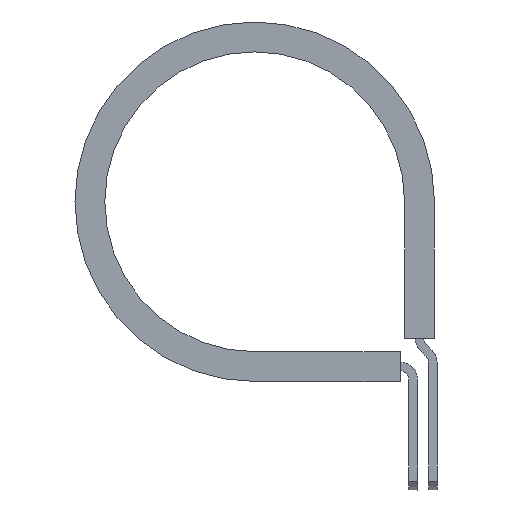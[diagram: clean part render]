
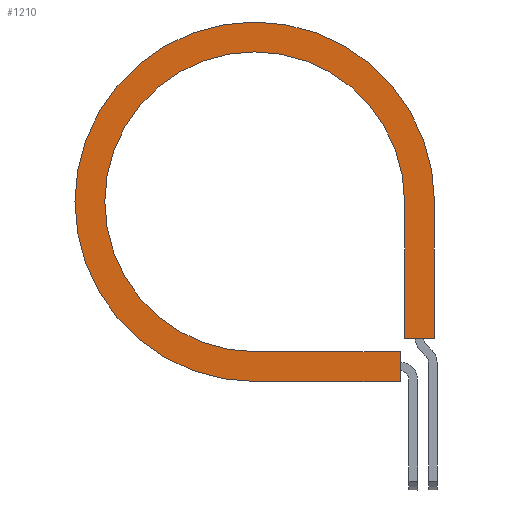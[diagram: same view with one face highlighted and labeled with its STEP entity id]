
A CAD part, front view. The second image highlights one B-rep face of the part: STEP entity #1210.
In plain terms, the highlighted planar face has unit normal (0, -1, 0).
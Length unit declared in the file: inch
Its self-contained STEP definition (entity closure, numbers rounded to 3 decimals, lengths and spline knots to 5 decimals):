
#13 = EDGE_CURVE ( 'NONE', #897, #516, #1291, .T. ) ;
#33 = CARTESIAN_POINT ( 'NONE',  ( 0.8435, -0.31, 0. ) ) ;
#54 = CIRCLE ( 'NONE', #111, 1.0115 ) ;
#111 = AXIS2_PLACEMENT_3D ( 'NONE', #1085, #257, #1224 ) ;
#172 = DIRECTION ( 'NONE',  ( 0., 0., -1. ) ) ;
#176 = CARTESIAN_POINT ( 'NONE',  ( 1.0115, -0.31, -0.76915 ) ) ;
#182 = CARTESIAN_POINT ( 'NONE',  ( 0.8435, -0.31, 0. ) ) ;
#219 = VERTEX_POINT ( 'NONE', #426 ) ;
#229 = VECTOR ( 'NONE', #366, 39.37008 ) ;
#233 = DIRECTION ( 'NONE',  ( 1., 0., 0. ) ) ;
#257 = DIRECTION ( 'NONE',  ( 0., -1., 0. ) ) ;
#334 = LINE ( 'NONE', #654, #1725 ) ;
#366 = DIRECTION ( 'NONE',  ( 1., 0., 0. ) ) ;
#398 = EDGE_CURVE ( 'NONE', #1286, #1463, #963, .T. ) ;
#408 = ORIENTED_EDGE ( 'NONE', *, *, #398, .T. ) ;
#419 = EDGE_CURVE ( 'NONE', #1463, #219, #605, .T. ) ;
#426 = CARTESIAN_POINT ( 'NONE',  ( 0.8182, -0.31, -0.8435 ) ) ;
#431 = EDGE_CURVE ( 'NONE', #1306, #516, #1582, .T. ) ;
#433 = DIRECTION ( 'NONE',  ( 0., -1., 0. ) ) ;
#441 = FACE_OUTER_BOUND ( 'NONE', #1545, .T. ) ;
#473 = AXIS2_PLACEMENT_3D ( 'NONE', #33, #1002, #172 ) ;
#507 = DIRECTION ( 'NONE',  ( 0., 0., 1. ) ) ;
#516 = VERTEX_POINT ( 'NONE', #1079 ) ;
#560 = VECTOR ( 'NONE', #507, 39.37008 ) ;
#580 = EDGE_CURVE ( 'NONE', #1693, #1286, #54, .T. ) ;
#605 = LINE ( 'NONE', #641, #560 ) ;
#609 = DIRECTION ( 'NONE',  ( 0., 0., -1. ) ) ;
#641 = CARTESIAN_POINT ( 'NONE',  ( 0.8182, -0.31, -0.8435 ) ) ;
#654 = CARTESIAN_POINT ( 'NONE',  ( 0., -0.31, -0.8435 ) ) ;
#836 = CARTESIAN_POINT ( 'NONE',  ( 1.0115, -0.31, 0. ) ) ;
#882 = VECTOR ( 'NONE', #609, 39.37008 ) ;
#897 = VERTEX_POINT ( 'NONE', #176 ) ;
#920 = CARTESIAN_POINT ( 'NONE',  ( 0.8435, -0.31, 0. ) ) ;
#925 = CARTESIAN_POINT ( 'NONE',  ( 0.8182, -0.31, -1.0115 ) ) ;
#928 = DIRECTION ( 'NONE',  ( 0., 0., -1. ) ) ;
#929 = VECTOR ( 'NONE', #1732, 39.37008 ) ;
#959 = ORIENTED_EDGE ( 'NONE', *, *, #1129, .F. ) ;
#963 = LINE ( 'NONE', #1195, #229 ) ;
#999 = PLANE ( 'NONE',  #473 ) ;
#1002 = DIRECTION ( 'NONE',  ( 0., -1., 0. ) ) ;
#1017 = CARTESIAN_POINT ( 'NONE',  ( 1.0115, -0.31, 0. ) ) ;
#1028 = ORIENTED_EDGE ( 'NONE', *, *, #580, .T. ) ;
#1040 = ORIENTED_EDGE ( 'NONE', *, *, #13, .F. ) ;
#1054 = AXIS2_PLACEMENT_3D ( 'NONE', #1263, #433, #1394 ) ;
#1079 = CARTESIAN_POINT ( 'NONE',  ( 0.8435, -0.31, -0.76915 ) ) ;
#1085 = CARTESIAN_POINT ( 'NONE',  ( 0., -0.31, 0. ) ) ;
#1129 = EDGE_CURVE ( 'NONE', #1422, #219, #334, .T. ) ;
#1180 = CARTESIAN_POINT ( 'NONE',  ( 0., -0.31, -0.8435 ) ) ;
#1195 = CARTESIAN_POINT ( 'NONE',  ( 0., -0.31, -1.0115 ) ) ;
#1210 = ADVANCED_FACE ( 'NONE', ( #441 ), #999, .T. ) ;
#1224 = DIRECTION ( 'NONE',  ( 0., 0., -1. ) ) ;
#1237 = CARTESIAN_POINT ( 'NONE',  ( 0.8435, -0.31, -0.76915 ) ) ;
#1239 = LINE ( 'NONE', #1017, #882 ) ;
#1241 = VECTOR ( 'NONE', #928, 39.37008 ) ;
#1263 = CARTESIAN_POINT ( 'NONE',  ( 0., -0.31, 0. ) ) ;
#1286 = VERTEX_POINT ( 'NONE', #1537 ) ;
#1291 = LINE ( 'NONE', #1237, #929 ) ;
#1306 = VERTEX_POINT ( 'NONE', #182 ) ;
#1309 = EDGE_CURVE ( 'NONE', #1693, #897, #1239, .T. ) ;
#1394 = DIRECTION ( 'NONE',  ( 0., 0., -1. ) ) ;
#1403 = CIRCLE ( 'NONE', #1054, 0.8435 ) ;
#1409 = ORIENTED_EDGE ( 'NONE', *, *, #1309, .F. ) ;
#1419 = ORIENTED_EDGE ( 'NONE', *, *, #1756, .F. ) ;
#1422 = VERTEX_POINT ( 'NONE', #1180 ) ;
#1463 = VERTEX_POINT ( 'NONE', #925 ) ;
#1537 = CARTESIAN_POINT ( 'NONE',  ( 0., -0.31, -1.0115 ) ) ;
#1545 = EDGE_LOOP ( 'NONE', ( #1040, #1409, #1028, #408, #1643, #959, #1419, #1548 ) ) ;
#1548 = ORIENTED_EDGE ( 'NONE', *, *, #431, .T. ) ;
#1582 = LINE ( 'NONE', #920, #1241 ) ;
#1643 = ORIENTED_EDGE ( 'NONE', *, *, #419, .T. ) ;
#1693 = VERTEX_POINT ( 'NONE', #836 ) ;
#1725 = VECTOR ( 'NONE', #233, 39.37008 ) ;
#1732 = DIRECTION ( 'NONE',  ( -1., 0., 0. ) ) ;
#1756 = EDGE_CURVE ( 'NONE', #1306, #1422, #1403, .T. ) ;
